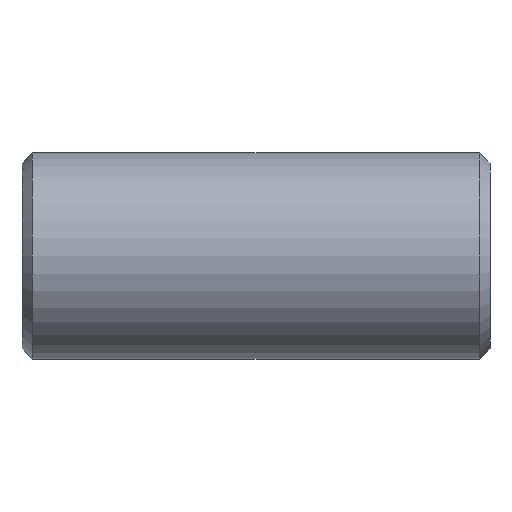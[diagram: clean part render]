
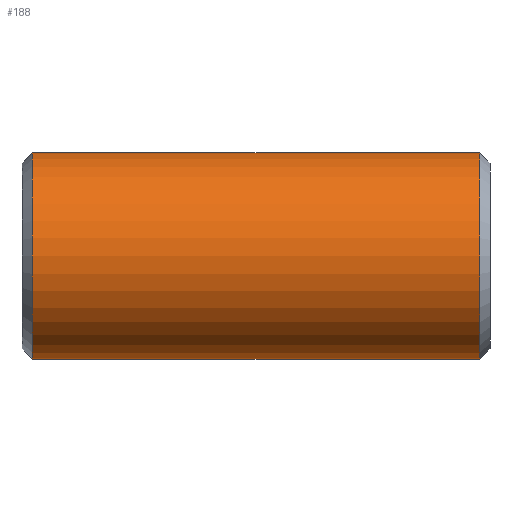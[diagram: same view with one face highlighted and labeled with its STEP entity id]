
A CAD part, front view. The second image highlights one B-rep face of the part: STEP entity #188.
In plain terms, the highlighted cylindrical face has radius 21.082 mm (diameter 42.164 mm), a partial arc.
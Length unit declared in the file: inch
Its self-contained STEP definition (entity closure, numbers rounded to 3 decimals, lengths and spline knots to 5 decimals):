
#2 = CYLINDRICAL_SURFACE ( 'NONE', #157, 0.83 ) ;
#4 = VERTEX_POINT ( 'NONE', #295 ) ;
#8 = LINE ( 'NONE', #140, #487 ) ;
#29 = EDGE_CURVE ( 'NONE', #164, #152, #139, .T. ) ;
#30 = LINE ( 'NONE', #160, #233 ) ;
#35 = DIRECTION ( 'NONE',  ( 0., 0., 1. ) ) ;
#52 = DIRECTION ( 'NONE',  ( -1., 0., 0. ) ) ;
#55 = FACE_OUTER_BOUND ( 'NONE', #337, .T. ) ;
#82 = DIRECTION ( 'NONE',  ( -1., 0., 0. ) ) ;
#86 = VECTOR ( 'NONE', #52, 39.37008 ) ;
#97 = CIRCLE ( 'NONE', #154, 0.83 ) ;
#103 = CARTESIAN_POINT ( 'NONE',  ( 1.88, 0., 0.83 ) ) ;
#107 = DIRECTION ( 'NONE',  ( -1., 0., 0. ) ) ;
#114 = VECTOR ( 'NONE', #107, 39.37008 ) ;
#121 = LINE ( 'NONE', #259, #114 ) ;
#123 = ORIENTED_EDGE ( 'NONE', *, *, #151, .F. ) ;
#136 = CARTESIAN_POINT ( 'NONE',  ( 0., 0., -0.83 ) ) ;
#139 = CIRCLE ( 'NONE', #486, 0.83 ) ;
#140 = CARTESIAN_POINT ( 'NONE',  ( 1.88, 0., 0.83 ) ) ;
#151 = EDGE_CURVE ( 'NONE', #485, #483, #121, .T. ) ;
#152 = VERTEX_POINT ( 'NONE', #284 ) ;
#154 = AXIS2_PLACEMENT_3D ( 'NONE', #567, #301, #390 ) ;
#157 = AXIS2_PLACEMENT_3D ( 'NONE', #186, #437, #35 ) ;
#160 = CARTESIAN_POINT ( 'NONE',  ( 1.88, 0., -0.83 ) ) ;
#164 = VERTEX_POINT ( 'NONE', #584 ) ;
#186 = CARTESIAN_POINT ( 'NONE',  ( 1.88, 0., 0. ) ) ;
#187 = LINE ( 'NONE', #103, #86 ) ;
#188 = ADVANCED_FACE ( 'NONE', ( #55 ), #2, .T. ) ;
#206 = VERTEX_POINT ( 'NONE', #330 ) ;
#209 = DIRECTION ( 'NONE',  ( -1., 0., 0. ) ) ;
#214 = ORIENTED_EDGE ( 'NONE', *, *, #555, .F. ) ;
#233 = VECTOR ( 'NONE', #209, 39.37008 ) ;
#259 = CARTESIAN_POINT ( 'NONE',  ( 1.88, 0., -0.83 ) ) ;
#261 = ORIENTED_EDGE ( 'NONE', *, *, #501, .T. ) ;
#283 = CARTESIAN_POINT ( 'NONE',  ( -1.79667, 0., -0.83 ) ) ;
#284 = CARTESIAN_POINT ( 'NONE',  ( 1.79667, 0., 0.83 ) ) ;
#295 = CARTESIAN_POINT ( 'NONE',  ( -1.79667, 0., 0.83 ) ) ;
#297 = ORIENTED_EDGE ( 'NONE', *, *, #441, .T. ) ;
#301 = DIRECTION ( 'NONE',  ( 1., 0., 0. ) ) ;
#305 = ORIENTED_EDGE ( 'NONE', *, *, #442, .T. ) ;
#325 = DIRECTION ( 'NONE',  ( -1., 0., 0. ) ) ;
#330 = CARTESIAN_POINT ( 'NONE',  ( 0., 0., 0.83 ) ) ;
#337 = EDGE_LOOP ( 'NONE', ( #214, #574, #297, #305, #261, #123 ) ) ;
#390 = DIRECTION ( 'NONE',  ( 0., 0., 1. ) ) ;
#437 = DIRECTION ( 'NONE',  ( -1., 0., 0. ) ) ;
#441 = EDGE_CURVE ( 'NONE', #152, #206, #187, .T. ) ;
#442 = EDGE_CURVE ( 'NONE', #206, #4, #8, .T. ) ;
#483 = VERTEX_POINT ( 'NONE', #283 ) ;
#485 = VERTEX_POINT ( 'NONE', #136 ) ;
#486 = AXIS2_PLACEMENT_3D ( 'NONE', #509, #82, #578 ) ;
#487 = VECTOR ( 'NONE', #325, 39.37008 ) ;
#501 = EDGE_CURVE ( 'NONE', #4, #483, #97, .T. ) ;
#509 = CARTESIAN_POINT ( 'NONE',  ( 1.79667, 0., 0. ) ) ;
#555 = EDGE_CURVE ( 'NONE', #164, #485, #30, .T. ) ;
#567 = CARTESIAN_POINT ( 'NONE',  ( -1.79667, 0., 0. ) ) ;
#574 = ORIENTED_EDGE ( 'NONE', *, *, #29, .T. ) ;
#578 = DIRECTION ( 'NONE',  ( 0., 0., -1. ) ) ;
#584 = CARTESIAN_POINT ( 'NONE',  ( 1.79667, 0., -0.83 ) ) ;
